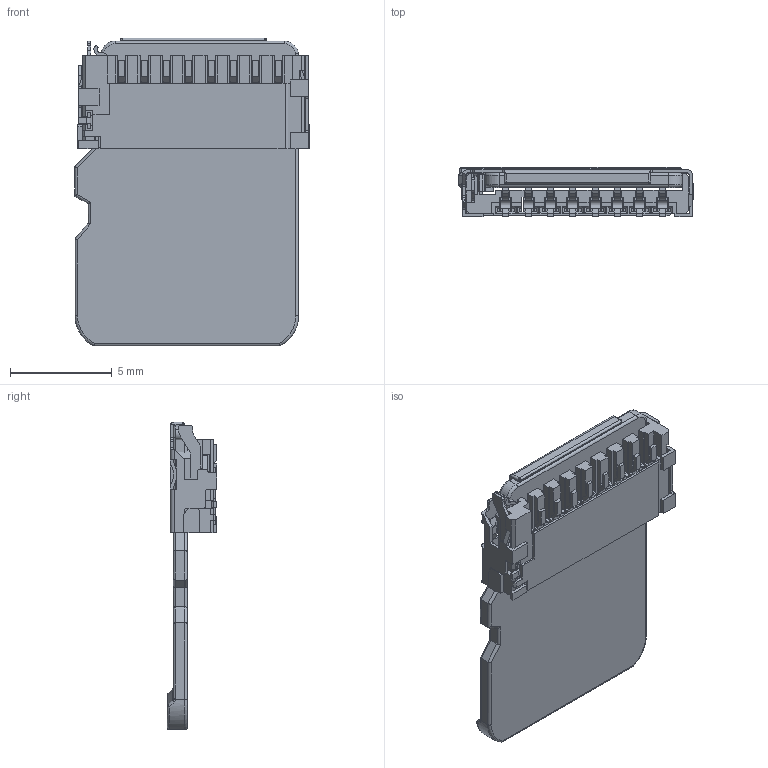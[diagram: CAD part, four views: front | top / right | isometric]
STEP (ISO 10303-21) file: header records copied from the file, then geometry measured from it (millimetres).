
FILE_DESCRIPTION (( 'STEP AP214' ), '1' );
FILE_NAME ('Molex_475710001_card.step', '2020-12-07T12:10:43+00:00', 'Stefan Hamminga', '', '', '', '');
FILE_SCHEMA (( 'AUTOMOTIVE_DESIGN' ));
Length unit declared in the file: millimetre
Products named in the file (1): Molex_475710001_card
Bounding box: 11.54 x 2.45 x 15.15 mm (x, y, z)
Volume: 166.5 mm3; surface area: 791.3 mm2
Topology: 2 solids, 2 shells, 753 faces, 2239 edges, 1442 vertices
Faces by surface type: plane 590, cylinder 139, bspline 10, torus 10, sphere 3, cone 1
Entity records: 28757 total; most frequent: CARTESIAN_POINT 4846, ORIENTED_EDGE 4470, DIRECTION 3947, EDGE_CURVE 2235, LINE 1921, VECTOR 1921, VERTEX_POINT 1442, AXIS2_PLACEMENT_3D 1013
